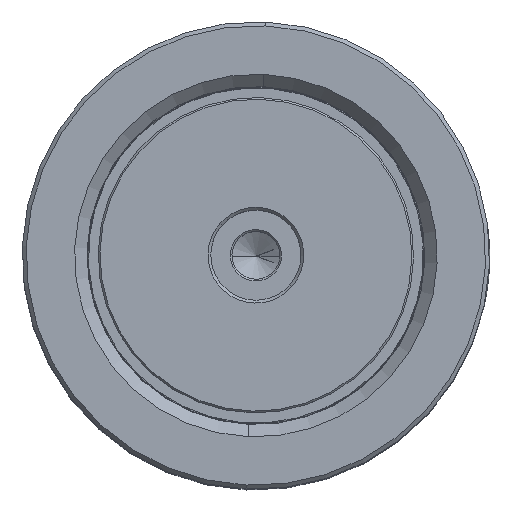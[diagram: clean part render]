
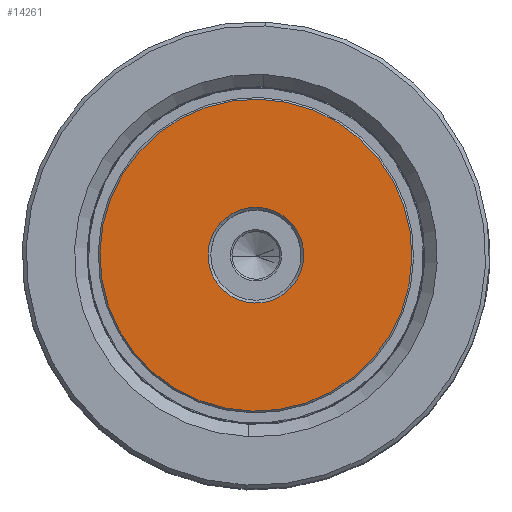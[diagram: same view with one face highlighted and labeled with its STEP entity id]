
A CAD part, top view. The second image highlights one B-rep face of the part: STEP entity #14261.
In plain terms, the highlighted face is planar.
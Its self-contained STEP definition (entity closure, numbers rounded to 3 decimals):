
#5804 = DIRECTION ( 'NONE',  ( 1., 0., 0. ) ) ;
#6566 = CARTESIAN_POINT ( 'NONE',  ( 8.5, 0., 0. ) ) ;
#8001 = ORIENTED_EDGE ( 'NONE', *, *, #8330, .T. ) ;
#8330 = EDGE_CURVE ( 'NONE', #42275, #39365, #15019, .T. ) ;
#10398 = DIRECTION ( 'NONE',  ( 0., 0., 1. ) ) ;
#10577 = EDGE_CURVE ( 'NONE', #35403, #51587, #48684, .T. ) ;
#11265 = DIRECTION ( 'NONE',  ( 0., 0., 1. ) ) ;
#11487 = DIRECTION ( 'NONE',  ( 1., 0., 0. ) ) ;
#11731 = DIRECTION ( 'NONE',  ( 1., 0., 0. ) ) ;
#13614 = CARTESIAN_POINT ( 'NONE',  ( 27.7, 0., 0. ) ) ;
#14261 = ADVANCED_FACE ( 'NONE', ( #60016, #60786 ), #46836, .F. ) ;
#15019 = CIRCLE ( 'NONE', #29411, 8.5 ) ;
#16231 = AXIS2_PLACEMENT_3D ( 'NONE', #59156, #38287, #11731 ) ;
#16456 = CARTESIAN_POINT ( 'NONE',  ( 0., 0., 0. ) ) ;
#18912 = CARTESIAN_POINT ( 'NONE',  ( 0., 0., 0. ) ) ;
#19587 = AXIS2_PLACEMENT_3D ( 'NONE', #16456, #27247, #42789 ) ;
#26438 = CIRCLE ( 'NONE', #48056, 8.5 ) ;
#27247 = DIRECTION ( 'NONE',  ( 0., 0., -1. ) ) ;
#29411 = AXIS2_PLACEMENT_3D ( 'NONE', #58213, #11265, #11487 ) ;
#35403 = VERTEX_POINT ( 'NONE', #40906 ) ;
#38287 = DIRECTION ( 'NONE',  ( 0., 0., -1. ) ) ;
#39365 = VERTEX_POINT ( 'NONE', #6566 ) ;
#39975 = DIRECTION ( 'NONE',  ( 0., 0., 1. ) ) ;
#40167 = CIRCLE ( 'NONE', #19587, 27.7 ) ;
#40647 = EDGE_CURVE ( 'NONE', #39365, #42275, #26438, .T. ) ;
#40906 = CARTESIAN_POINT ( 'NONE',  ( -27.7, 0., 0. ) ) ;
#42275 = VERTEX_POINT ( 'NONE', #49807 ) ;
#42789 = DIRECTION ( 'NONE',  ( 1., 0., 0. ) ) ;
#42904 = EDGE_CURVE ( 'NONE', #51587, #35403, #40167, .T. ) ;
#45512 = ORIENTED_EDGE ( 'NONE', *, *, #40647, .T. ) ;
#46836 = PLANE ( 'NONE',  #66411 ) ;
#47514 = ORIENTED_EDGE ( 'NONE', *, *, #42904, .T. ) ;
#48056 = AXIS2_PLACEMENT_3D ( 'NONE', #18912, #39975, #50300 ) ;
#48684 = CIRCLE ( 'NONE', #16231, 27.7 ) ;
#48761 = ORIENTED_EDGE ( 'NONE', *, *, #10577, .T. ) ;
#49807 = CARTESIAN_POINT ( 'NONE',  ( -8.5, 0., 0. ) ) ;
#50300 = DIRECTION ( 'NONE',  ( 1., 0., 0. ) ) ;
#51587 = VERTEX_POINT ( 'NONE', #13614 ) ;
#52890 = EDGE_LOOP ( 'NONE', ( #8001, #45512 ) ) ;
#57794 = CARTESIAN_POINT ( 'NONE',  ( 0., 0., 0. ) ) ;
#58213 = CARTESIAN_POINT ( 'NONE',  ( 0., 0., 0. ) ) ;
#58605 = EDGE_LOOP ( 'NONE', ( #47514, #48761 ) ) ;
#59156 = CARTESIAN_POINT ( 'NONE',  ( 0., 0., 0. ) ) ;
#60016 = FACE_OUTER_BOUND ( 'NONE', #58605, .T. ) ;
#60786 = FACE_BOUND ( 'NONE', #52890, .T. ) ;
#66411 = AXIS2_PLACEMENT_3D ( 'NONE', #57794, #10398, #5804 ) ;
